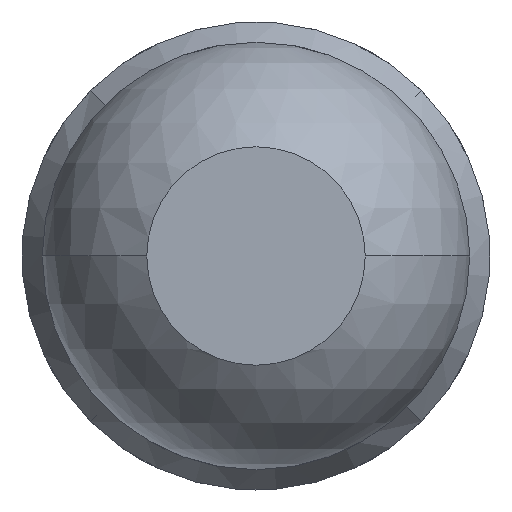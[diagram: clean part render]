
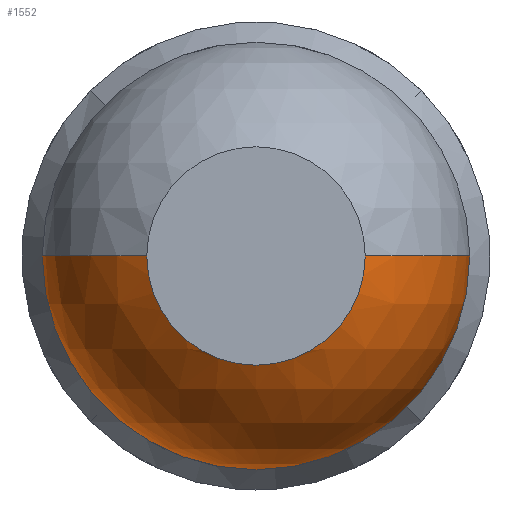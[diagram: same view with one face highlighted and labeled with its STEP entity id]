
A CAD part, front view. The second image highlights one B-rep face of the part: STEP entity #1552.
In plain terms, the highlighted spherical face has radius 0.685 mm.
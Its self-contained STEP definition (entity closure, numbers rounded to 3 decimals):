
#84 = DIRECTION ( 'NONE',  ( 0., -1., 0. ) ) ;
#109 = CARTESIAN_POINT ( 'NONE',  ( 0.685, -29.411, 0. ) ) ;
#111 = EDGE_CURVE ( 'Defeature ausgef�hrt1_5+Defeature ausgef�hrt1_4+Defeature ausgef�hrt1_4+Defeature ausgef�hrt1_4', #977, #2626, #1476, .T. ) ;
#126 = CIRCLE ( 'NONE', #1750, 0.685 ) ;
#129 = EDGE_CURVE ( 'NONE', #163, #977, #2720, .T. ) ;
#136 = DIRECTION ( 'NONE',  ( 1., 0., 0. ) ) ;
#145 = EDGE_LOOP ( 'NONE', ( #954, #791, #306, #1479, #1880, #3338 ) ) ;
#163 = VERTEX_POINT ( 'NONE', #934 ) ;
#235 = VERTEX_POINT ( 'NONE', #3633 ) ;
#306 = ORIENTED_EDGE ( 'NONE', *, *, #1301, .F. ) ;
#359 = CARTESIAN_POINT ( 'NONE',  ( 0., -30., 0. ) ) ;
#472 = AXIS2_PLACEMENT_3D ( 'NONE', #1866, #613, #1891 ) ;
#576 = VERTEX_POINT ( 'NONE', #3169 ) ;
#613 = DIRECTION ( 'NONE',  ( 0., 1., 0. ) ) ;
#704 = CARTESIAN_POINT ( 'NONE',  ( 0., -29.411, -0.685 ) ) ;
#745 = AXIS2_PLACEMENT_3D ( 'NONE', #2074, #1453, #797 ) ;
#791 = ORIENTED_EDGE ( 'NONE', *, *, #2430, .T. ) ;
#797 = DIRECTION ( 'NONE',  ( 0., 0., -1. ) ) ;
#851 = CARTESIAN_POINT ( 'NONE',  ( -0.35, -30., 0. ) ) ;
#853 = DIRECTION ( 'NONE',  ( 0., 1., 0. ) ) ;
#915 = DIRECTION ( 'NONE',  ( -1., 0., 0. ) ) ;
#934 = CARTESIAN_POINT ( 'NONE',  ( 0.35, -30., 0. ) ) ;
#954 = ORIENTED_EDGE ( 'NONE', *, *, #1822, .F. ) ;
#977 = VERTEX_POINT ( 'NONE', #109 ) ;
#991 = DIRECTION ( 'NONE',  ( 0., 0., -1. ) ) ;
#1072 = FACE_OUTER_BOUND ( 'NONE', #145, .T. ) ;
#1259 = DIRECTION ( 'NONE',  ( 0., 0., 1. ) ) ;
#1301 = EDGE_CURVE ( 'Defeature ausgef�hrt1_5+Defeature ausgef�hrt1_4+Defeature ausgef�hrt1_4+Defeature ausgef�hrt1_4', #2626, #235, #126, .T. ) ;
#1421 = DIRECTION ( 'NONE',  ( 0., 0., -1. ) ) ;
#1453 = DIRECTION ( 'NONE',  ( 0., -1., 0. ) ) ;
#1476 = CIRCLE ( 'NONE', #472, 0.685 ) ;
#1479 = ORIENTED_EDGE ( 'NONE', *, *, #111, .F. ) ;
#1488 = CARTESIAN_POINT ( 'NONE',  ( 0., -29.411, 0. ) ) ;
#1509 = CIRCLE ( 'NONE', #1915, 0.685 ) ;
#1552 = ADVANCED_FACE ( 'Defeature ausgef�hrt1_4', ( #1072 ), #3323, .T. ) ;
#1750 = AXIS2_PLACEMENT_3D ( 'NONE', #1488, #853, #3097 ) ;
#1774 = AXIS2_PLACEMENT_3D ( 'NONE', #3468, #1259, #2845 ) ;
#1822 = EDGE_CURVE ( 'Defeature ausgef�hrt1_17+Defeature ausgef�hrt1_4+Defeature ausgef�hrt1_4+Defeature ausgef�hrt1_4', #3023, #576, #3843, .T. ) ;
#1866 = CARTESIAN_POINT ( 'NONE',  ( 0., -29.411, 0. ) ) ;
#1880 = ORIENTED_EDGE ( 'NONE', *, *, #129, .F. ) ;
#1891 = DIRECTION ( 'NONE',  ( 0., 0., 1. ) ) ;
#1915 = AXIS2_PLACEMENT_3D ( 'NONE', #2863, #2167, #915 ) ;
#2040 = CARTESIAN_POINT ( 'NONE',  ( 0., -29.411, 0. ) ) ;
#2074 = CARTESIAN_POINT ( 'NONE',  ( 0., -30., 0. ) ) ;
#2092 = CIRCLE ( 'NONE', #745, 0.35 ) ;
#2167 = DIRECTION ( 'NONE',  ( 0., 0., -1. ) ) ;
#2430 = EDGE_CURVE ( 'NONE', #3023, #235, #1509, .T. ) ;
#2626 = VERTEX_POINT ( 'NONE', #704 ) ;
#2720 = CIRCLE ( 'NONE', #1774, 0.685 ) ;
#2845 = DIRECTION ( 'NONE',  ( 1., 0., 0. ) ) ;
#2863 = CARTESIAN_POINT ( 'NONE',  ( 0., -29.411, 0. ) ) ;
#3023 = VERTEX_POINT ( 'NONE', #851 ) ;
#3097 = DIRECTION ( 'NONE',  ( 0., 0., 1. ) ) ;
#3139 = AXIS2_PLACEMENT_3D ( 'NONE', #359, #84, #991 ) ;
#3169 = CARTESIAN_POINT ( 'NONE',  ( 0., -30., -0.35 ) ) ;
#3287 = EDGE_CURVE ( 'Defeature ausgef�hrt1_17+Defeature ausgef�hrt1_4+Defeature ausgef�hrt1_4+Defeature ausgef�hrt1_4', #576, #163, #2092, .T. ) ;
#3323 = SPHERICAL_SURFACE ( 'NONE', #3630, 0.685 ) ;
#3338 = ORIENTED_EDGE ( 'NONE', *, *, #3287, .F. ) ;
#3468 = CARTESIAN_POINT ( 'NONE',  ( 0., -29.411, 0. ) ) ;
#3630 = AXIS2_PLACEMENT_3D ( 'NONE', #2040, #1421, #136 ) ;
#3633 = CARTESIAN_POINT ( 'NONE',  ( -0.685, -29.411, 0. ) ) ;
#3843 = CIRCLE ( 'NONE', #3139, 0.35 ) ;
